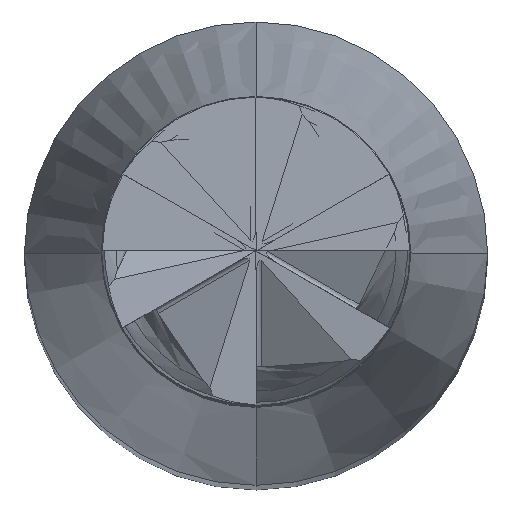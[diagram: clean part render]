
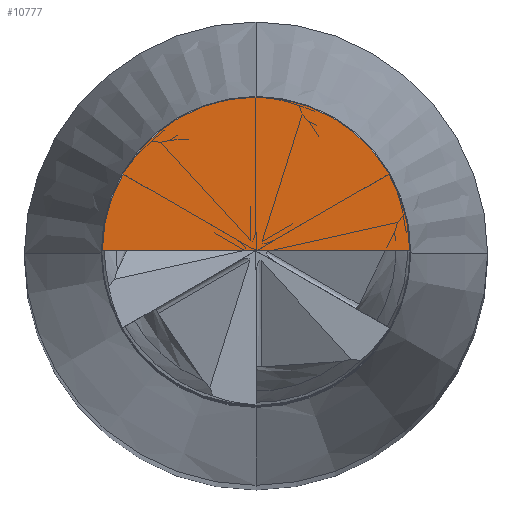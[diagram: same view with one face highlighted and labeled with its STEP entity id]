
A CAD part, top view. The second image highlights one B-rep face of the part: STEP entity #10777.
In plain terms, the highlighted planar face has unit normal (0, 0, 1).
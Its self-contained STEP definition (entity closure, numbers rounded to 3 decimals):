
#10703=DIRECTION('',(-1.,0.,0.));
#10704=VECTOR('',#10703,3.98);
#10705=CARTESIAN_POINT('',(1.99,0.,57.));
#10706=LINE('',#10705,#10704);
#10717=CARTESIAN_POINT('',(0.,0.,57.));
#10718=DIRECTION('',(0.,0.,1.));
#10719=DIRECTION('',(1.,0.,0.));
#10720=AXIS2_PLACEMENT_3D('',#10717,#10718,#10719);
#10750=CARTESIAN_POINT('',(1.99,0.,57.));
#10751=CARTESIAN_POINT('',(-1.99,0.,57.));
#10752=VERTEX_POINT('',#10750);
#10753=VERTEX_POINT('',#10751);
#10766=CARTESIAN_POINT('',(0.,0.,57.));
#10767=DIRECTION('',(0.,0.,1.));
#10768=DIRECTION('',(-0.93,0.368,0.));
#10769=AXIS2_PLACEMENT_3D('',#10766,#10767,#10768);
#10770=PLANE('',#10769);
#10772=ORIENTED_EDGE('',*,*,#10771,.T.);
#10774=ORIENTED_EDGE('',*,*,#10773,.F.);
#10775=EDGE_LOOP('',(#10772,#10774));
#10776=FACE_OUTER_BOUND('',#10775,.F.);
#10721=CIRCLE('',#10720,1.99);
#10771=EDGE_CURVE('',#10752,#10753,#10706,.T.);
#10773=EDGE_CURVE('',#10752,#10753,#10721,.T.);
#10777=ADVANCED_FACE('',(#10776),#10770,.T.);
